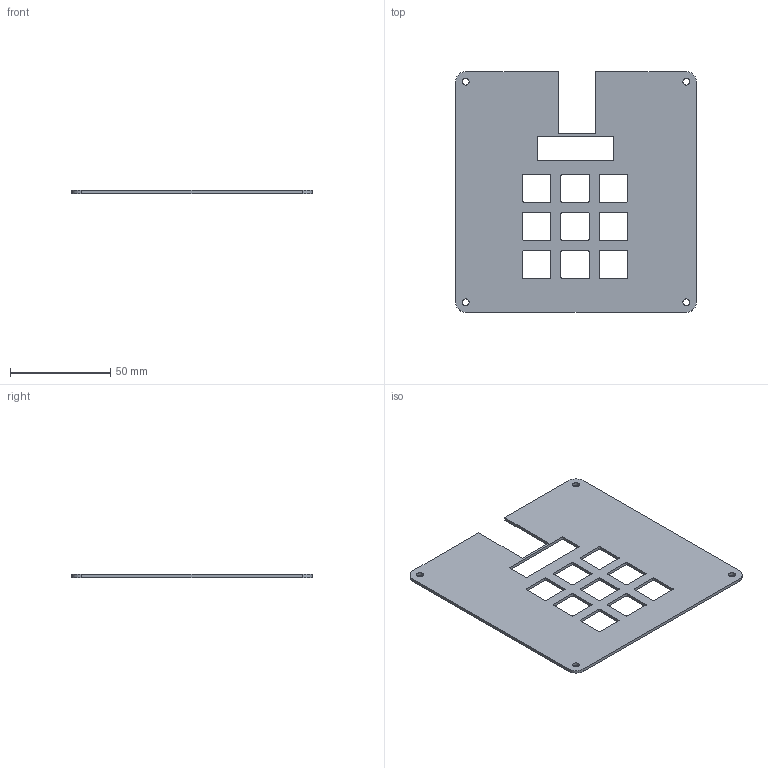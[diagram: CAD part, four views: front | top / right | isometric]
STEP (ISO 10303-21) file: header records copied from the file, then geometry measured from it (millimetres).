
FILE_DESCRIPTION(/* description */ (''),/* implementation_level */ '2;1');
FILE_NAME(/* name */ 'Top_Case_New_STEP.stp',/* time_stamp */ '2025-12-17T12:11:50-05:00',/* author */ ('omara'),/* organization */ (''),/* preprocessor_version */ 'ST-DEVELOPER v20',/* originating_system */ 'Autodesk Inventor 2025',/* authorisation */ '');
FILE_SCHEMA (('AUTOMOTIVE_DESIGN { 1 0 10303 214 3 1 1 }'));
Length unit declared in the file: millimetre
Products named in the file (1): Top_Case_New
Bounding box: 120 x 120 x 1.5 mm (x, y, z)
Volume: 17326 mm3; surface area: 24859.9 mm2
Topology: 1 solids, 1 shells, 94 faces, 276 edges, 185 vertices
Faces by surface type: plane 50, cylinder 44
Full cylindrical faces by diameter (mm): 3.4 x4
Entity records: 3258 total; most frequent: CARTESIAN_POINT 556, DIRECTION 554, ORIENTED_EDGE 552, EDGE_CURVE 276, LINE 188, VECTOR 188, VERTEX_POINT 184, AXIS2_PLACEMENT_3D 183
